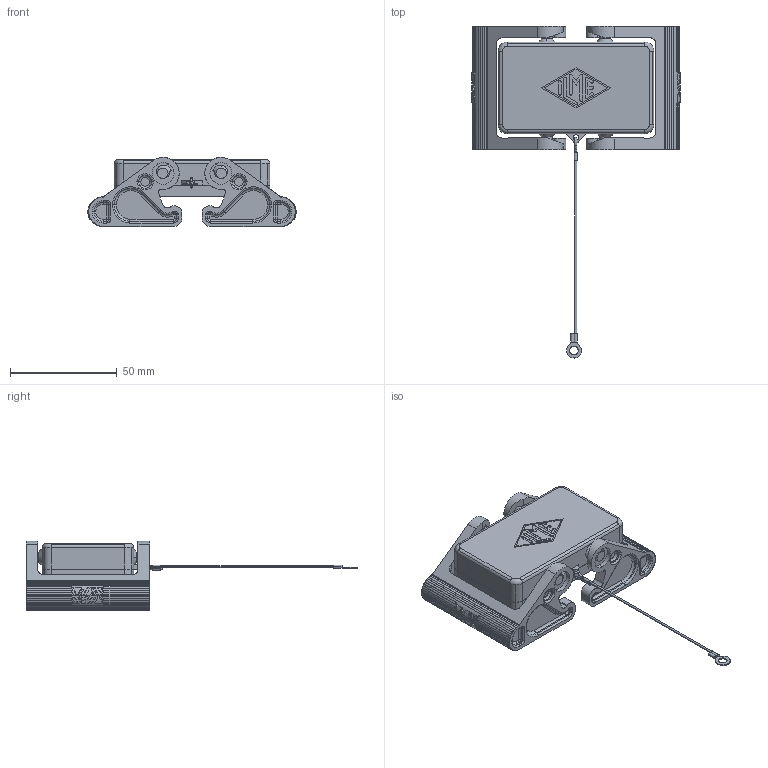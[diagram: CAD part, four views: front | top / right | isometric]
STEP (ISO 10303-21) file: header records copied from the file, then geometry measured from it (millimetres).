
FILE_DESCRIPTION(('CoCreate Modeling STEP Export'),'2;1');
FILE_NAME('CHCN 10G.stp','2011-04-19T13:31:57',(''),(''),'CoCreate Modeling STEP processor for AP214 (Solid Model)','CoCreate Modeling 16.00A 16-Aug-2008 (C) Parametric Technology GmbH','');
FILE_SCHEMA(('AUTOMOTIVE_DESIGN { 1 0 10303 214 1 1 1 1 }'));
Length unit declared in the file: millimetre
Products named in the file (2): CHCN_10G
Assembly tree (1 placements, depth 2):
  CHCN_10G
    CHCN_10G
Bounding box: 97.6 x 155.66 x 32.5 mm (x, y, z)
Volume: 46334.7 mm3; surface area: 33440 mm2
Topology: 1 solids, 1 shells, 982 faces, 2723 edges, 1750 vertices
Faces by surface type: plane 493, cylinder 381, torus 100, cone 8
Entity records: 36119 total; most frequent: ORIENTED_EDGE 5438, CARTESIAN_POINT 4855, DIRECTION 4498, EDGE_CURVE 2719, VERTEX_POINT 1748, AXIS2_PLACEMENT_3D 1547, VECTOR 1404, LINE 1404
